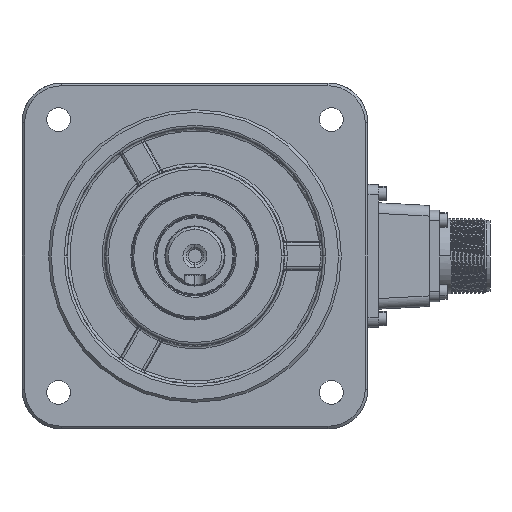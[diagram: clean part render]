
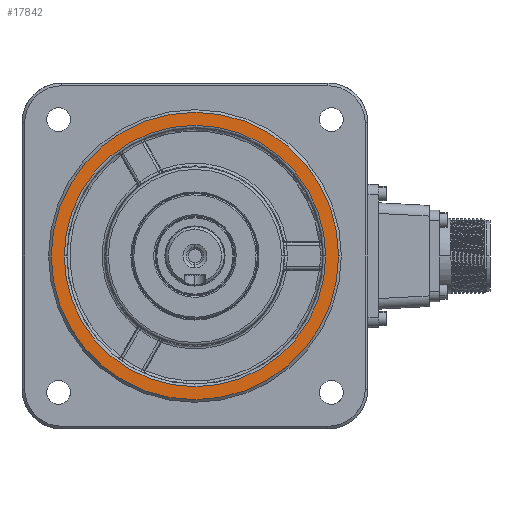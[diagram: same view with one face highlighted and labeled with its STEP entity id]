
A CAD part, left-side view. The second image highlights one B-rep face of the part: STEP entity #17842.
In plain terms, the highlighted planar face has unit normal (-1, 0, 0).
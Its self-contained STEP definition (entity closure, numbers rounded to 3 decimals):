
#1056 = EDGE_CURVE ( 'NONE', #29002, #31394, #3414, .T. ) ;
#3414 = CIRCLE ( 'NONE', #35549, 54. ) ;
#6278 = ORIENTED_EDGE ( 'NONE', *, *, #19338, .T. ) ;
#7460 = DIRECTION ( 'NONE',  ( -1., 0., 0. ) ) ;
#7687 = DIRECTION ( 'NONE',  ( 0., -1., 0. ) ) ;
#8745 = DIRECTION ( 'NONE',  ( 1., 0., 0. ) ) ;
#8755 = PLANE ( 'NONE',  #31398 ) ;
#9449 = CIRCLE ( 'NONE', #10214, 54. ) ;
#9544 = EDGE_CURVE ( 'NONE', #18689, #29405, #36644, .T. ) ;
#9864 = EDGE_LOOP ( 'NONE', ( #6278, #29495 ) ) ;
#10214 = AXIS2_PLACEMENT_3D ( 'NONE', #30106, #14057, #7687 ) ;
#10779 = CARTESIAN_POINT ( 'NONE',  ( -61., -54., 0. ) ) ;
#11548 = FACE_BOUND ( 'NONE', #40364, .T. ) ;
#11828 = AXIS2_PLACEMENT_3D ( 'NONE', #16061, #19457, #38783 ) ;
#13404 = ORIENTED_EDGE ( 'NONE', *, *, #41117, .T. ) ;
#14057 = DIRECTION ( 'NONE',  ( -1., 0., 0. ) ) ;
#14060 = FACE_OUTER_BOUND ( 'NONE', #9864, .T. ) ;
#16061 = CARTESIAN_POINT ( 'NONE',  ( -61., 0., 0. ) ) ;
#17373 = AXIS2_PLACEMENT_3D ( 'NONE', #34439, #8745, #34865 ) ;
#17383 = DIRECTION ( 'NONE',  ( 0., -1., 0. ) ) ;
#17842 = ADVANCED_FACE ( 'NONE', ( #14060, #11548 ), #8755, .T. ) ;
#18689 = VERTEX_POINT ( 'NONE', #39780 ) ;
#19338 = EDGE_CURVE ( 'NONE', #31394, #29002, #9449, .T. ) ;
#19457 = DIRECTION ( 'NONE',  ( 1., 0., 0. ) ) ;
#20784 = CARTESIAN_POINT ( 'NONE',  ( -61., 0., 0. ) ) ;
#20834 = CARTESIAN_POINT ( 'NONE',  ( -61., 54., 0. ) ) ;
#21370 = ORIENTED_EDGE ( 'NONE', *, *, #9544, .T. ) ;
#28426 = CIRCLE ( 'NONE', #17373, 49.122 ) ;
#29002 = VERTEX_POINT ( 'NONE', #10779 ) ;
#29405 = VERTEX_POINT ( 'NONE', #32423 ) ;
#29495 = ORIENTED_EDGE ( 'NONE', *, *, #1056, .T. ) ;
#30106 = CARTESIAN_POINT ( 'NONE',  ( -61., 0., 0. ) ) ;
#31299 = DIRECTION ( 'NONE',  ( -1., 0., 0. ) ) ;
#31394 = VERTEX_POINT ( 'NONE', #20834 ) ;
#31398 = AXIS2_PLACEMENT_3D ( 'NONE', #41135, #31299, #31433 ) ;
#31433 = DIRECTION ( 'NONE',  ( 0., -1., 0. ) ) ;
#32423 = CARTESIAN_POINT ( 'NONE',  ( -61., 49.122, 0. ) ) ;
#34439 = CARTESIAN_POINT ( 'NONE',  ( -61., 0., 0. ) ) ;
#34865 = DIRECTION ( 'NONE',  ( 0., -1., 0. ) ) ;
#35549 = AXIS2_PLACEMENT_3D ( 'NONE', #20784, #7460, #17383 ) ;
#36644 = CIRCLE ( 'NONE', #11828, 49.122 ) ;
#38783 = DIRECTION ( 'NONE',  ( 0., -1., 0. ) ) ;
#39780 = CARTESIAN_POINT ( 'NONE',  ( -61., -49.122, 0. ) ) ;
#40364 = EDGE_LOOP ( 'NONE', ( #21370, #13404 ) ) ;
#41117 = EDGE_CURVE ( 'NONE', #29405, #18689, #28426, .T. ) ;
#41135 = CARTESIAN_POINT ( 'NONE',  ( -61., 0., 0. ) ) ;
